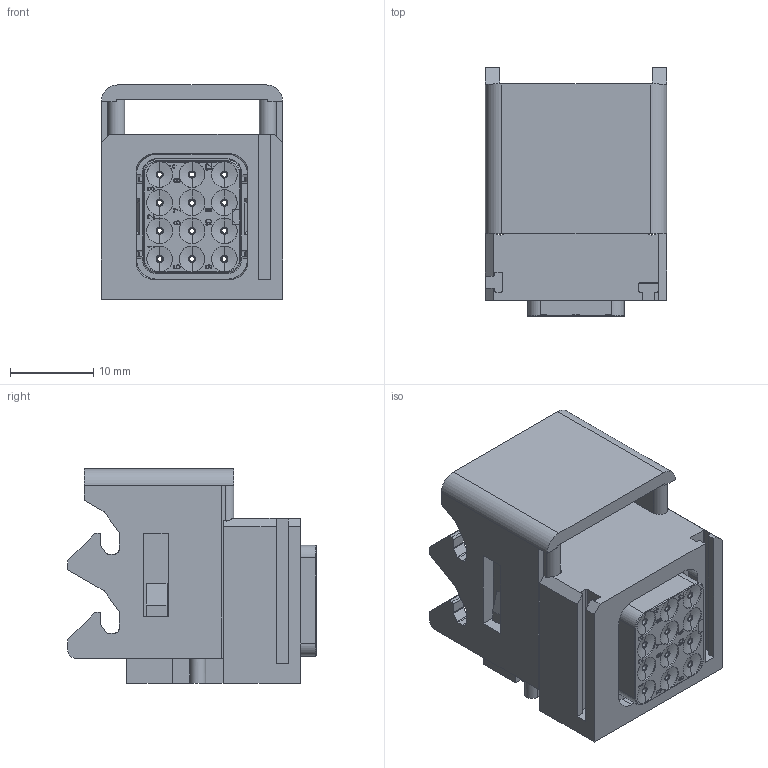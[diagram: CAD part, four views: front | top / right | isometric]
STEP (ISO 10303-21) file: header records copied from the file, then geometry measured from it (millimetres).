
FILE_DESCRIPTION((''),'2;1');
FILE_NAME('35599119000','2020-02-19T',('presta_be4'),(''),'CREO PARAMETRIC BY PTC INC, 2018360','CREO PARAMETRIC BY PTC INC, 2018360','');
FILE_SCHEMA(('CONFIG_CONTROL_DESIGN'));
Products named in the file (1): 35599119000
Bounding box: 21.8 x 29.91 x 25.75 mm (x, y, z)
Volume: 7786.6 mm3; surface area: 10295.9 mm2
Topology: 1 solids, 2 shells, 2504 faces, 6513 edges, 4113 vertices
Faces by surface type: plane 1472, cylinder 398, torus 316, cone 278, bspline 40
Entity records: 88036 total; most frequent: CARTESIAN_POINT 26402, ORIENTED_EDGE 13026, DIRECTION 12686, EDGE_CURVE 6513, AXIS2_PLACEMENT_3D 4249, VECTOR 4188, LINE 4188, VERTEX_POINT 4113
